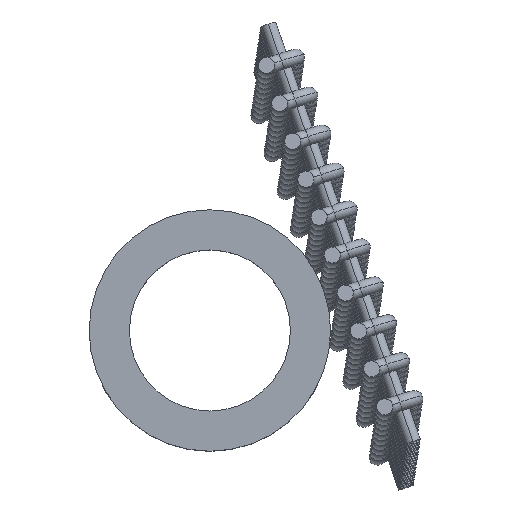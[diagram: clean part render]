
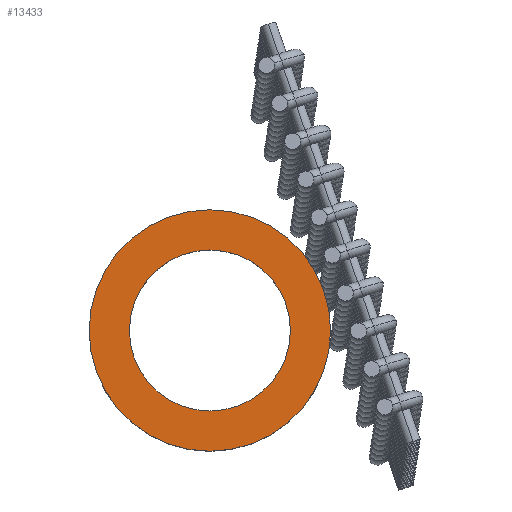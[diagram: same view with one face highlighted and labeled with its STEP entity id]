
A CAD part, top view. The second image highlights one B-rep face of the part: STEP entity #13433.
In plain terms, the highlighted planar face has unit normal (0, 0, 1).
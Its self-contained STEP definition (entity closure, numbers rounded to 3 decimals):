
#16 = VERTEX_POINT ( 'NONE', #2009 ) ;
#139 = DIRECTION ( 'NONE',  ( 0., 0., -1. ) ) ;
#989 = ORIENTED_EDGE ( 'NONE', *, *, #9117, .F. ) ;
#1113 = EDGE_LOOP ( 'NONE', ( #3856, #989 ) ) ;
#1614 = CARTESIAN_POINT ( 'NONE',  ( -40., 10., 10. ) ) ;
#1780 = AXIS2_PLACEMENT_3D ( 'NONE', #2182, #9559, #3258 ) ;
#1828 = EDGE_CURVE ( 'NONE', #16, #8346, #5393, .T. ) ;
#1951 = FACE_BOUND ( 'NONE', #1113, .T. ) ;
#2009 = CARTESIAN_POINT ( 'NONE',  ( -25., 10., 10. ) ) ;
#2182 = CARTESIAN_POINT ( 'NONE',  ( -40., 10., 10. ) ) ;
#2249 = PLANE ( 'NONE',  #9575 ) ;
#2286 = FACE_OUTER_BOUND ( 'NONE', #6554, .T. ) ;
#2496 = CARTESIAN_POINT ( 'NONE',  ( -40., 10., 10. ) ) ;
#2680 = DIRECTION ( 'NONE',  ( -1., 0., 0. ) ) ;
#3258 = DIRECTION ( 'NONE',  ( -1., 0., 0. ) ) ;
#3564 = DIRECTION ( 'NONE',  ( -1., 0., 0. ) ) ;
#3856 = ORIENTED_EDGE ( 'NONE', *, *, #12125, .F. ) ;
#4523 = AXIS2_PLACEMENT_3D ( 'NONE', #2496, #9855, #3564 ) ;
#4810 = DIRECTION ( 'NONE',  ( 0., 0., 1. ) ) ;
#4914 = CIRCLE ( 'NONE', #4523, 15. ) ;
#5393 = CIRCLE ( 'NONE', #12128, 15. ) ;
#6158 = VERTEX_POINT ( 'NONE', #10117 ) ;
#6554 = EDGE_LOOP ( 'NONE', ( #11665, #11127 ) ) ;
#6615 = CIRCLE ( 'NONE', #1780, 10. ) ;
#7534 = DIRECTION ( 'NONE',  ( -1., 0., 0. ) ) ;
#7688 = VERTEX_POINT ( 'NONE', #12245 ) ;
#8346 = VERTEX_POINT ( 'NONE', #9393 ) ;
#9011 = DIRECTION ( 'NONE',  ( 0., 0., 1. ) ) ;
#9117 = EDGE_CURVE ( 'NONE', #6158, #7688, #10374, .T. ) ;
#9393 = CARTESIAN_POINT ( 'NONE',  ( -55., 10., 10. ) ) ;
#9559 = DIRECTION ( 'NONE',  ( 0., 0., 1. ) ) ;
#9575 = AXIS2_PLACEMENT_3D ( 'NONE', #11716, #139, #7534 ) ;
#9855 = DIRECTION ( 'NONE',  ( 0., 0., 1. ) ) ;
#10117 = CARTESIAN_POINT ( 'NONE',  ( -30., 10., 10. ) ) ;
#10374 = CIRCLE ( 'NONE', #13124, 10. ) ;
#10571 = EDGE_CURVE ( 'NONE', #8346, #16, #4914, .T. ) ;
#11095 = DIRECTION ( 'NONE',  ( -1., 0., 0. ) ) ;
#11127 = ORIENTED_EDGE ( 'NONE', *, *, #1828, .T. ) ;
#11665 = ORIENTED_EDGE ( 'NONE', *, *, #10571, .T. ) ;
#11716 = CARTESIAN_POINT ( 'NONE',  ( -40., 10., 10. ) ) ;
#12125 = EDGE_CURVE ( 'NONE', #7688, #6158, #6615, .T. ) ;
#12128 = AXIS2_PLACEMENT_3D ( 'NONE', #12178, #4810, #11095 ) ;
#12178 = CARTESIAN_POINT ( 'NONE',  ( -40., 10., 10. ) ) ;
#12245 = CARTESIAN_POINT ( 'NONE',  ( -50., 10., 10. ) ) ;
#13124 = AXIS2_PLACEMENT_3D ( 'NONE', #1614, #9011, #2680 ) ;
#13433 = ADVANCED_FACE ( 'NONE', ( #2286, #1951 ), #2249, .F. ) ;
